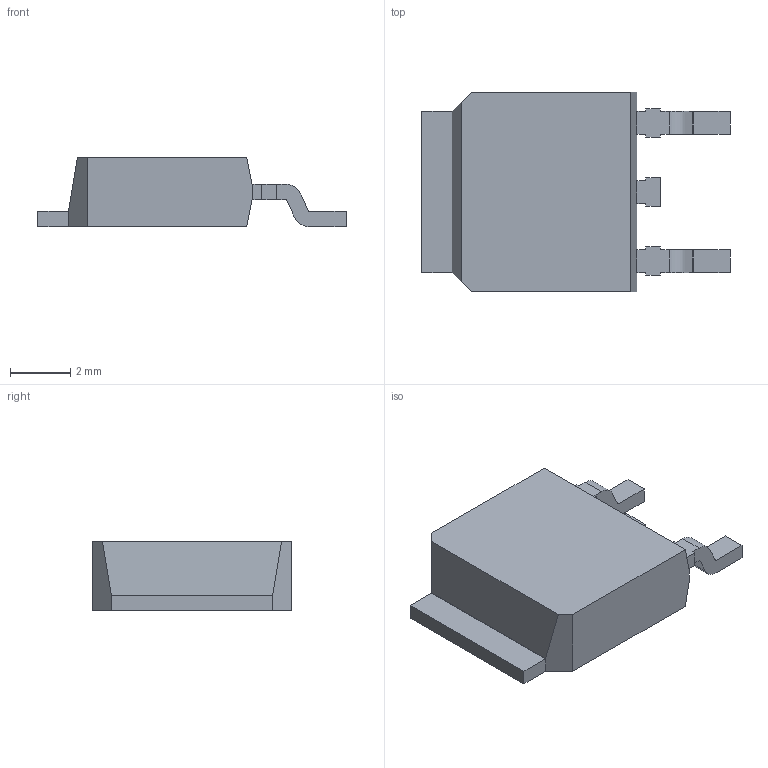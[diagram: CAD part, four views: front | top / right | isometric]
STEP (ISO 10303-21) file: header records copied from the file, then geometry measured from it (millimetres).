
FILE_DESCRIPTION (( 'STEP AP214' ), '1' );
FILE_NAME ('TO-252-2_L6.6-W6.1-P4.57-LS10.0-BR-1.step', '2022-08-01T12:55:13', ( '' ), ( '' ), 'SwSTEP 2.0', 'SolidWorks 2020', '' );
FILE_SCHEMA (( 'AUTOMOTIVE_DESIGN' ));
Length unit declared in the file: millimetre
Products named in the file (1): TO-252-2_L6.6-W6.1-P4.57-LS10.0-BR-1
Bounding box: 10.2 x 6.6 x 2.3 mm (x, y, z)
Volume: 94.8 mm3; surface area: 228.8 mm2
Topology: 3 solids, 3 shells, 331 faces, 902 edges, 596 vertices
Faces by surface type: plane 219, bspline 98, cylinder 14
Entity records: 13518 total; most frequent: CARTESIAN_POINT 3136, ORIENTED_EDGE 1804, DIRECTION 1198, EDGE_CURVE 902, VECTOR 674, LINE 674, VERTEX_POINT 596, EDGE_LOOP 350
